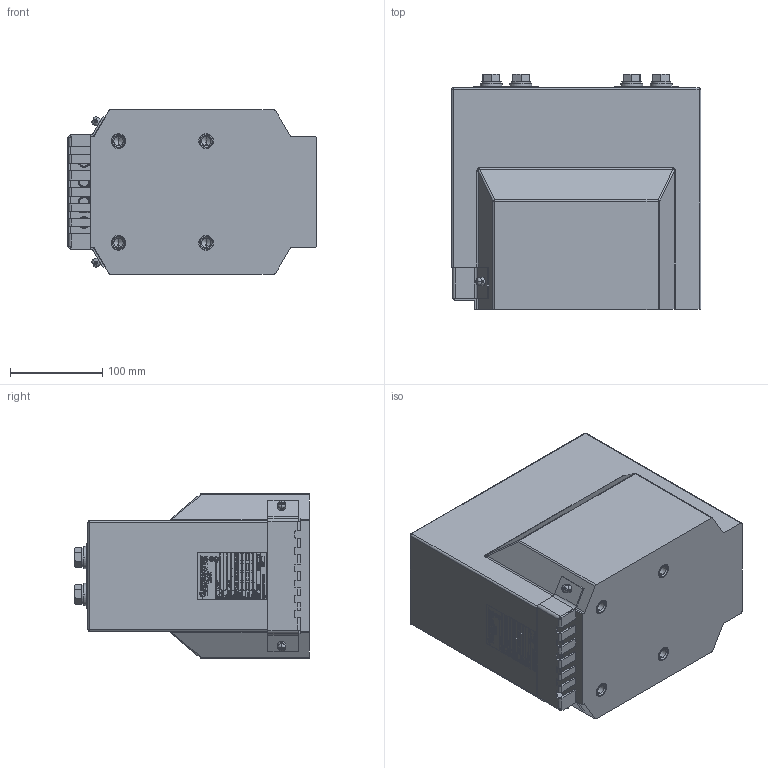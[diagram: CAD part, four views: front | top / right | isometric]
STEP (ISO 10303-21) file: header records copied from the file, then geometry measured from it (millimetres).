
FILE_DESCRIPTION (( 'STEP AP214' ), '1' );
FILE_NAME ('ﾒﾋﾊ-ﾑﾒ-10-8 (2000ﾀ).STEP', '2023-06-20T09:37:40', ( '' ), ( '' ), 'SwSTEP 2.0', 'SolidWorks 2014', '' );
FILE_SCHEMA (( 'AUTOMOTIVE_DESIGN' ));
Length unit declared in the file: millimetre
Products named in the file (65): ﾘ琺矜 12.01.016 ﾃﾎﾑﾒ11371-70 (DIN125A); 屡扔.758181.002 妈眚 镫铎徼痤忸黜; plain washer hardened grade a_din; plain washer hardened grade a_din_Washer DIN 125 - A 6.4 - 300HV; Áîëò Ì12õ30.58.019 ÃÎÑÒ7805-70 (DIN933); hex screw gradec_din_ISO 4018 - M6 x 12-NN; ﾘ琺矜 12.65ﾃ.019 ﾃﾎﾑﾒ6402-70 (DIN127B); curved spring lock washer_din_Spring washer DIN 128 - A6; hex screw gradec_din; .008 Êðûøêà çàùèòíàÿ (ÒËÊ-ÑÒ-10-7)_-01; curved spring lock washer_din; 021 侲膰翴籦鴀_; .007 蹴濋趌_-01; .008 Êðûøêà çàùèòíàÿ (ÒËÊ-ÑÒ-10-7); Êîìïàóíä ÒËÊ-ÑÒ-10-8_2000€; .007 蹴濋趌; .006 Ãàéêà ñïåöèàëüíàÿ_; ÂÅÈÓ.754312.182À Òàáëè÷êà òåõíè÷åñêèõ äàííûõ ÒËÊ-ÑÒ_; Êîìïàóíä ÒËÊ-ÑÒ-10-8; ﾒﾋﾊ-ﾑﾒ-10-8 (2000ﾀ); ÂÅÈÓ.754312.182À Òàáëè÷êà òåõíè÷åñêèõ äàííûõ ÒËÊ-ÑÒ__-00; 021 侲膰翴籦鴀__-01; .006 Ãàéêà ñïåöèàëüíàÿ__00
Assembly tree (51 placements, depth 2):
  ﾘ琺矜 12.01.016 ﾃﾎﾑﾒ11371-70 (DIN125A)
  plain washer hardened grade a_din
  ﾘ琺矜 12.01.016 ﾃﾎﾑﾒ11371-70 (DIN125A)
  Áîëò Ì12õ30.58.019 ÃÎÑÒ7805-70 (DIN933)
  plain washer hardened grade a_din
Bounding box: 270.6 x 254.55 x 178 mm (x, y, z)
Volume: 9640131.2 mm3; surface area: 430807.5 mm2
Topology: 51 solids, 51 shells, 3980 faces, 10253 edges, 6676 vertices
Faces by surface type: plane 2262, bspline 1048, cylinder 396, cone 246, torus 20, sphere 8
Entity records: 182315 total; most frequent: CARTESIAN_POINT 74685, ORIENTED_EDGE 17902, DIRECTION 12078, EDGE_CURVE 8951, LINE 6338, VECTOR 6338, VERTEX_POINT 5905, EDGE_LOOP 3738
